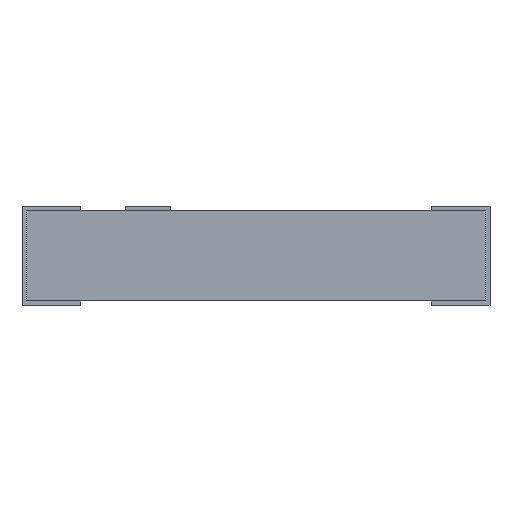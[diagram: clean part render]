
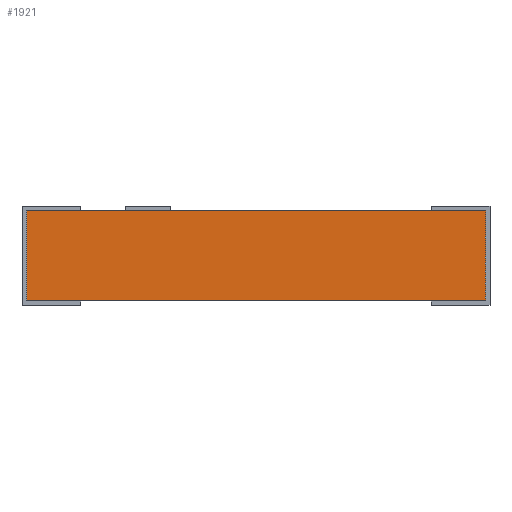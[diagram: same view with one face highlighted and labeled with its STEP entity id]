
A CAD part, front view. The second image highlights one B-rep face of the part: STEP entity #1921.
In plain terms, the highlighted planar face has unit normal (0, -1, 0).
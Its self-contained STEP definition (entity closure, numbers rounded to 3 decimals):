
#213 = CARTESIAN_POINT ( 'NONE',  ( 0., -2.95, 0. ) ) ;
#340 = FACE_OUTER_BOUND ( 'NONE', #1272, .T. ) ;
#344 = LINE ( 'NONE', #1761, #2465 ) ;
#370 = ORIENTED_EDGE ( 'NONE', *, *, #1232, .T. ) ;
#385 = VERTEX_POINT ( 'NONE', #2098 ) ;
#513 = DIRECTION ( 'NONE',  ( -1., 0., 0. ) ) ;
#668 = DIRECTION ( 'NONE',  ( 0., -1., 0. ) ) ;
#787 = CARTESIAN_POINT ( 'NONE',  ( 2.55, -2.95, 0. ) ) ;
#842 = DIRECTION ( 'NONE',  ( -1., 0., 0. ) ) ;
#931 = EDGE_CURVE ( 'NONE', #1121, #2428, #1614, .T. ) ;
#952 = LINE ( 'NONE', #1344, #1425 ) ;
#1036 = ORIENTED_EDGE ( 'NONE', *, *, #1267, .F. ) ;
#1055 = PLANE ( 'NONE',  #1293 ) ;
#1071 = VECTOR ( 'NONE', #842, 1000. ) ;
#1121 = VERTEX_POINT ( 'NONE', #787 ) ;
#1175 = VERTEX_POINT ( 'NONE', #2288 ) ;
#1232 = EDGE_CURVE ( 'NONE', #385, #2428, #2105, .T. ) ;
#1267 = EDGE_CURVE ( 'NONE', #1175, #1121, #952, .T. ) ;
#1272 = EDGE_LOOP ( 'NONE', ( #2179, #1036, #1866, #370 ) ) ;
#1286 = EDGE_CURVE ( 'NONE', #1175, #385, #344, .T. ) ;
#1293 = AXIS2_PLACEMENT_3D ( 'NONE', #1864, #668, #2091 ) ;
#1344 = CARTESIAN_POINT ( 'NONE',  ( 2.55, -2.95, 1. ) ) ;
#1425 = VECTOR ( 'NONE', #1556, 1000. ) ;
#1556 = DIRECTION ( 'NONE',  ( 0., 0., -1. ) ) ;
#1614 = LINE ( 'NONE', #213, #1071 ) ;
#1705 = CARTESIAN_POINT ( 'NONE',  ( -2.55, -2.95, 0. ) ) ;
#1743 = DIRECTION ( 'NONE',  ( 0., 0., -1. ) ) ;
#1761 = CARTESIAN_POINT ( 'NONE',  ( 0., -2.95, 1. ) ) ;
#1864 = CARTESIAN_POINT ( 'NONE',  ( 0., -2.95, 1. ) ) ;
#1866 = ORIENTED_EDGE ( 'NONE', *, *, #1286, .T. ) ;
#1921 = ADVANCED_FACE ( 'NONE', ( #340 ), #1055, .T. ) ;
#2033 = VECTOR ( 'NONE', #1743, 1000. ) ;
#2091 = DIRECTION ( 'NONE',  ( 0., 0., -1. ) ) ;
#2098 = CARTESIAN_POINT ( 'NONE',  ( -2.55, -2.95, 1. ) ) ;
#2105 = LINE ( 'NONE', #2163, #2033 ) ;
#2163 = CARTESIAN_POINT ( 'NONE',  ( -2.55, -2.95, 1. ) ) ;
#2179 = ORIENTED_EDGE ( 'NONE', *, *, #931, .F. ) ;
#2288 = CARTESIAN_POINT ( 'NONE',  ( 2.55, -2.95, 1. ) ) ;
#2428 = VERTEX_POINT ( 'NONE', #1705 ) ;
#2465 = VECTOR ( 'NONE', #513, 1000. ) ;
